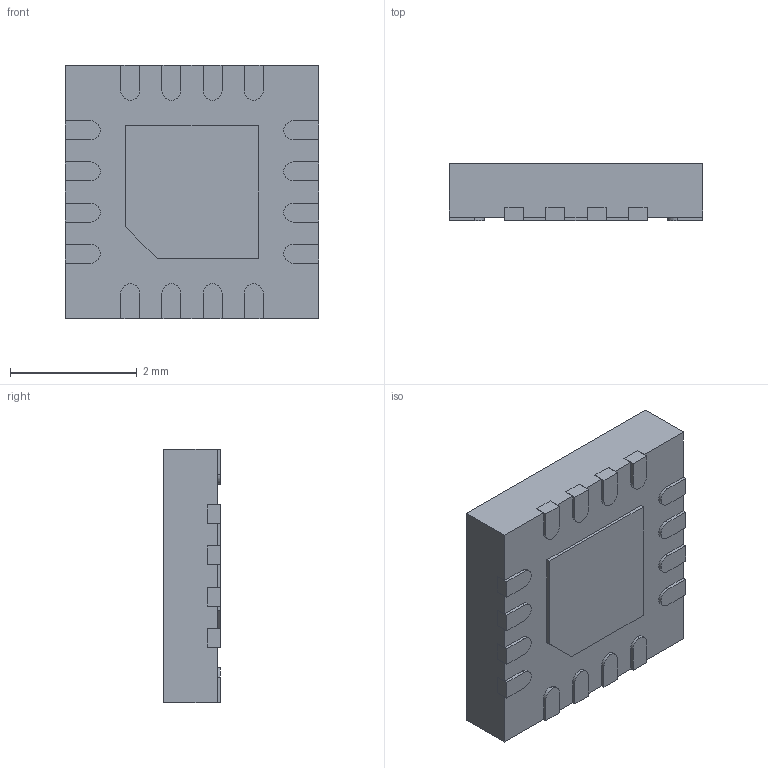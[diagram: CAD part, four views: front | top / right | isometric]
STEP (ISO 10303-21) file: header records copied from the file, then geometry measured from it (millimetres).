
FILE_DESCRIPTION (( 'STEP AP214' ), '1' );
FILE_NAME ('TL5100.STEP', '2023-01-17T21:14:59', ( '' ), ( '' ), 'SwSTEP 2.0', 'SolidWorks 2021', '' );
FILE_SCHEMA (( 'AUTOMOTIVE_DESIGN' ));
Length unit declared in the file: millimetre
Products named in the file (1): TL5100
Bounding box: 4 x 0.9 x 4 mm (x, y, z)
Volume: 13.9 mm3; surface area: 70.2 mm2
Topology: 19 solids, 19 shells, 194 faces, 462 edges, 308 vertices
Faces by surface type: plane 150, cylinder 44
Entity records: 5770 total; most frequent: CARTESIAN_POINT 965, DIRECTION 940, ORIENTED_EDGE 924, EDGE_CURVE 462, LINE 374, VECTOR 374, VERTEX_POINT 308, AXIS2_PLACEMENT_3D 283
